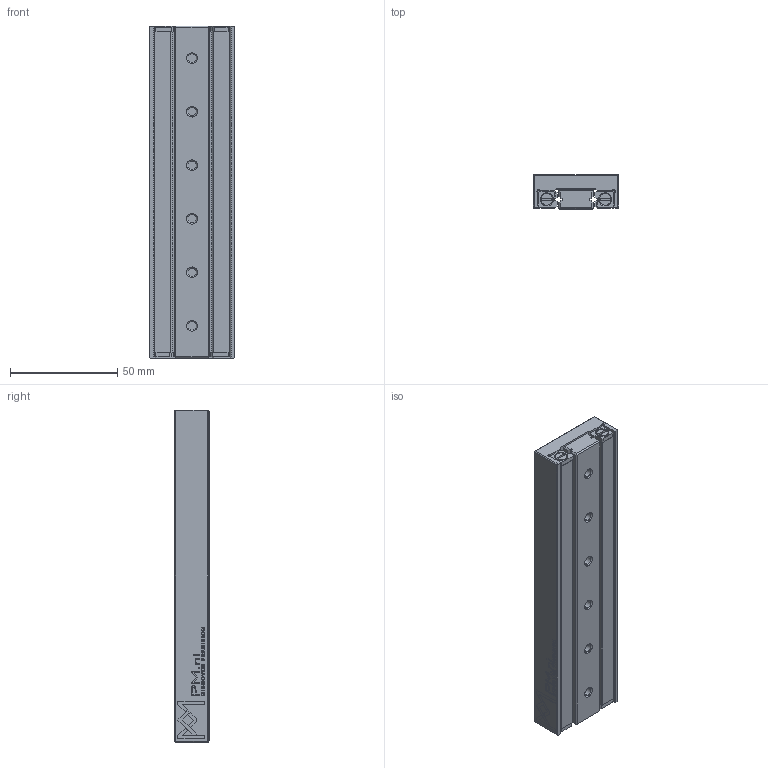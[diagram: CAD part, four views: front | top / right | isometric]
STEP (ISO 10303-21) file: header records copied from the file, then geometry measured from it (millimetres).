
FILE_DESCRIPTION(/* description */ (''),/* implementation_level */ '2;1');
FILE_NAME(/* name */ 'RTS-3155.stp',/* time_stamp */ '2024-10-04T11:25:33+02:00',/* author */ (''),/* organization */ (''),/* preprocessor_version */ 'ST-DEVELOPER v16.7',/* originating_system */ 'SIEMENS PLM Software NX 12.0',/* authorisation */ '');
FILE_SCHEMA (('AUTOMOTIVE_DESIGN { 1 0 10303 214 3 1 1 1 }'));
Length unit declared in the file: millimetre
Products named in the file (1): RTS-3155_stp
Bounding box: 40 x 16 x 155 mm (x, y, z)
Volume: 87599.3 mm3; surface area: 37715.6 mm2
Topology: 2 solids, 2 shells, 1052 faces, 2728 edges, 1778 vertices
Faces by surface type: plane 682, bspline 180, cylinder 86, cone 80, torus 24
Entity records: 39583 total; most frequent: CARTESIAN_POINT 8154, ORIENTED_EDGE 5456, DIRECTION 4410, EDGE_CURVE 2728, LINE 2016, VECTOR 2016, VERTEX_POINT 1778, AXIS2_PLACEMENT_3D 1197
